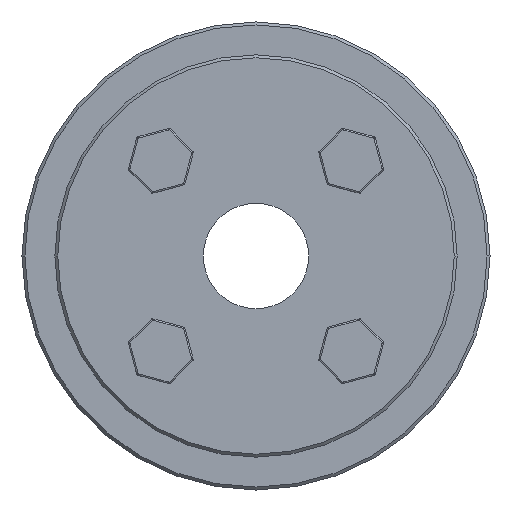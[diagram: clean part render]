
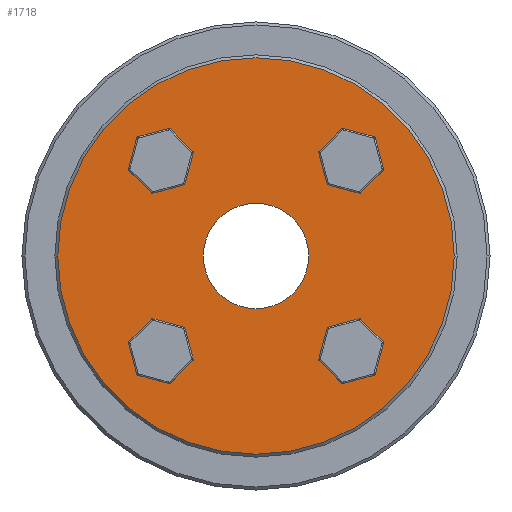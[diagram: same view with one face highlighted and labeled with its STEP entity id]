
A CAD part, left-side view. The second image highlights one B-rep face of the part: STEP entity #1718.
In plain terms, the highlighted planar face has unit normal (-1, 0, 0).
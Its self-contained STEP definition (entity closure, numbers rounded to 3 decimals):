
#1718 = ADVANCED_FACE ( 'NONE', ( #9094, #9097 ), #9362, .T. ) ;
#2816 = EDGE_CURVE ( 'NONE', #3701, #3702, #10893, .T. ) ;
#2838 = EDGE_CURVE ( 'NONE', #3724, #3723, #10929, .T. ) ;
#2843 = EDGE_CURVE ( 'NONE', #3723, #3724, #10935, .T. ) ;
#2850 = EDGE_CURVE ( 'NONE', #3702, #3701, #10941, .T. ) ;
#3701 = VERTEX_POINT ( 'NONE', #11440 ) ;
#3702 = VERTEX_POINT ( 'NONE', #11441 ) ;
#3723 = VERTEX_POINT ( 'NONE', #11462 ) ;
#3724 = VERTEX_POINT ( 'NONE', #11463 ) ;
#4028 = EDGE_LOOP ( 'NONE', ( #4135, #4136 ) ) ;
#4041 = EDGE_LOOP ( 'NONE', ( #4137, #4138 ) ) ;
#4135 = ORIENTED_EDGE ( 'NONE', *, *, #2850, .T. ) ;
#4136 = ORIENTED_EDGE ( 'NONE', *, *, #2816, .T. ) ;
#4137 = ORIENTED_EDGE ( 'NONE', *, *, #2838, .T. ) ;
#4138 = ORIENTED_EDGE ( 'NONE', *, *, #2843, .T. ) ;
#8615 = AXIS2_PLACEMENT_3D ( 'NONE', #9361, #9364, #9365 ) ;
#8871 = AXIS2_PLACEMENT_3D ( 'NONE', #10728, #10729, #10730 ) ;
#8877 = AXIS2_PLACEMENT_3D ( 'NONE', #11036, #11038, #11039 ) ;
#8881 = AXIS2_PLACEMENT_3D ( 'NONE', #11025, #11028, #11029 ) ;
#8884 = AXIS2_PLACEMENT_3D ( 'NONE', #11057, #11059, #11060 ) ;
#9094 = FACE_OUTER_BOUND ( 'NONE', #4028, .T. ) ;
#9097 = FACE_BOUND ( 'NONE', #4041, .T. ) ;
#9361 = CARTESIAN_POINT ( 'NONE',  ( -31., 9., 0. ) ) ;
#9362 = PLANE ( 'NONE',  #8615 ) ;
#9364 = DIRECTION ( 'NONE',  ( -1., 0., 0. ) ) ;
#9365 = DIRECTION ( 'NONE',  ( 0., -1., 0. ) ) ;
#10728 = CARTESIAN_POINT ( 'NONE',  ( -31., 0., 0. ) ) ;
#10729 = DIRECTION ( 'NONE',  ( -1., 0., 0. ) ) ;
#10730 = DIRECTION ( 'NONE',  ( 0., -1., 0. ) ) ;
#10893 = CIRCLE ( 'NONE', #8871, 33.887 ) ;
#10929 = CIRCLE ( 'NONE', #8881, 9. ) ;
#10935 = CIRCLE ( 'NONE', #8877, 9. ) ;
#10941 = CIRCLE ( 'NONE', #8884, 33.887 ) ;
#11025 = CARTESIAN_POINT ( 'NONE',  ( -31., 0., 0. ) ) ;
#11028 = DIRECTION ( 'NONE',  ( 1., 0., 0. ) ) ;
#11029 = DIRECTION ( 'NONE',  ( 0., 1., 0. ) ) ;
#11036 = CARTESIAN_POINT ( 'NONE',  ( -31., 0., 0. ) ) ;
#11038 = DIRECTION ( 'NONE',  ( 1., 0., 0. ) ) ;
#11039 = DIRECTION ( 'NONE',  ( 0., 1., 0. ) ) ;
#11057 = CARTESIAN_POINT ( 'NONE',  ( -31., 0., 0. ) ) ;
#11059 = DIRECTION ( 'NONE',  ( -1., 0., 0. ) ) ;
#11060 = DIRECTION ( 'NONE',  ( 0., -1., 0. ) ) ;
#11440 = CARTESIAN_POINT ( 'NONE',  ( -31., -33.887, 0. ) ) ;
#11441 = CARTESIAN_POINT ( 'NONE',  ( -31., 33.887, 0. ) ) ;
#11462 = CARTESIAN_POINT ( 'NONE',  ( -31., -9., 0. ) ) ;
#11463 = CARTESIAN_POINT ( 'NONE',  ( -31., 9., 0. ) ) ;
